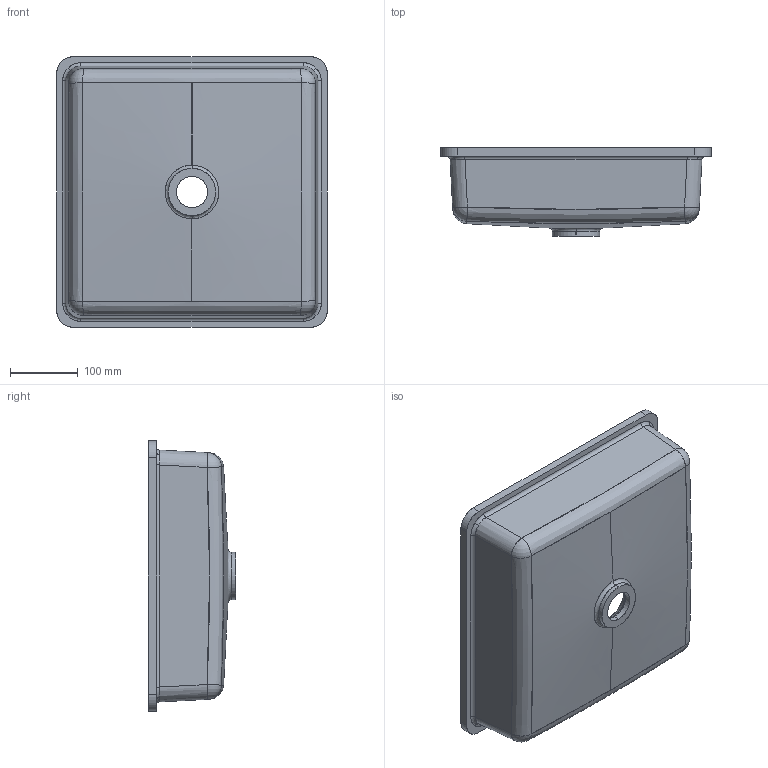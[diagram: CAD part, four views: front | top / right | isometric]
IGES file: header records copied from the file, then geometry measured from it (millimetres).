
Start section: SolidWorks IGES file using analytic representation for surfaces
Global section: file name: UBS35.IGS; native system: SolidWorks 2020; preprocessor: SolidWorks 2020; author: antoine.holtz; date: 201105.093741; units: millimetre
Bounding box: 400 x 130 x 400 mm (x, y, z)
Surface area: 580128.8 mm2 (no closed solid volume)
Topology: 0 solids, 0 shells, 71 faces, 1026 edges, 1026 vertices
Faces by surface type: bspline 37, revolution 34
